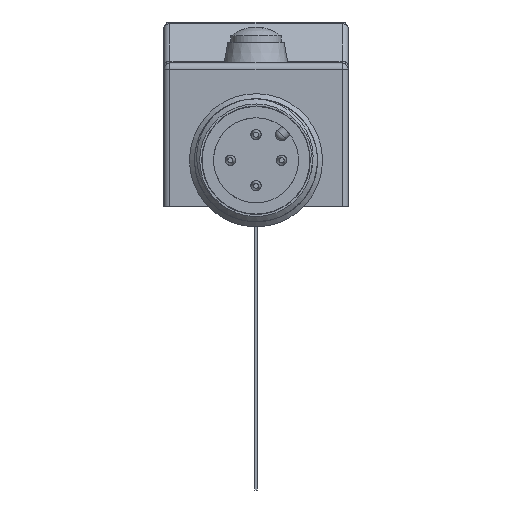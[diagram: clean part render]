
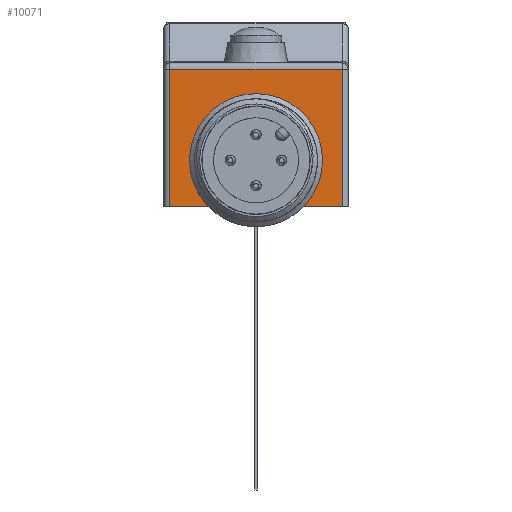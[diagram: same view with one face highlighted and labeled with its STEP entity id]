
A CAD part, front view. The second image highlights one B-rep face of the part: STEP entity #10071.
In plain terms, the highlighted planar face has unit normal (0, -1, 0).
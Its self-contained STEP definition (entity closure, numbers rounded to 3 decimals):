
#461=CIRCLE('',#11494,3.);
#1128=ORIENTED_EDGE('',*,*,#3681,.F.);
#1129=ORIENTED_EDGE('',*,*,#3772,.T.);
#1130=ORIENTED_EDGE('',*,*,#3773,.T.);
#1131=ORIENTED_EDGE('',*,*,#3774,.T.);
#1132=ORIENTED_EDGE('',*,*,#3673,.F.);
#1133=ORIENTED_EDGE('',*,*,#3775,.F.);
#1134=ORIENTED_EDGE('',*,*,#3776,.F.);
#1135=ORIENTED_EDGE('',*,*,#3777,.F.);
#3673=EDGE_CURVE('',#5018,#5019,#5999,.T.);
#3681=EDGE_CURVE('',#5026,#5027,#6003,.T.);
#3772=EDGE_CURVE('',#5026,#5090,#6078,.T.);
#3773=EDGE_CURVE('',#5090,#5091,#6079,.F.);
#3774=EDGE_CURVE('',#5091,#5019,#6080,.F.);
#3775=EDGE_CURVE('',#5092,#5018,#6081,.T.);
#3776=EDGE_CURVE('',#5093,#5092,#461,.T.);
#3777=EDGE_CURVE('',#5027,#5093,#6082,.T.);
#5018=VERTEX_POINT('',#15784);
#5019=VERTEX_POINT('',#15786);
#5026=VERTEX_POINT('',#15800);
#5027=VERTEX_POINT('',#15802);
#5090=VERTEX_POINT('',#15987);
#5091=VERTEX_POINT('',#15989);
#5092=VERTEX_POINT('',#15992);
#5093=VERTEX_POINT('',#15994);
#5999=LINE('',#15785,#6958);
#6003=LINE('',#15801,#6962);
#6078=LINE('',#15986,#7037);
#6079=LINE('',#15988,#7038);
#6080=LINE('',#15990,#7039);
#6081=LINE('',#15991,#7040);
#6082=LINE('',#15995,#7041);
#6958=VECTOR('',#12651,1000.);
#6962=VECTOR('',#12663,1000.);
#7037=VECTOR('',#12818,1000.);
#7038=VECTOR('',#12819,1000.);
#7039=VECTOR('',#12820,1000.);
#7040=VECTOR('',#12821,1000.);
#7041=VECTOR('',#12824,1000.);
#7849=EDGE_LOOP('',(#1128,#1129,#1130,#1131,#1132,#1133,#1134,#1135));
#8751=FACE_BOUND('',#7849,.T.);
#9642=PLANE('',#11493);
#10071=ADVANCED_FACE('',(#8751),#9642,.F.);
#11493=AXIS2_PLACEMENT_3D('',#15985,#12816,#12817);
#11494=AXIS2_PLACEMENT_3D('',#15993,#12822,#12823);
#12651=DIRECTION('',(-1.,0.,0.));
#12663=DIRECTION('',(-1.,0.,0.));
#12816=DIRECTION('',(0.,1.,0.));
#12817=DIRECTION('',(0.,0.,1.));
#12818=DIRECTION('',(0.,0.,1.));
#12819=DIRECTION('',(1.,0.,0.));
#12820=DIRECTION('',(0.,0.,1.));
#12821=DIRECTION('',(0.,0.,-1.));
#12822=DIRECTION('',(0.,-1.,0.));
#12823=DIRECTION('',(1.,0.,0.));
#12824=DIRECTION('',(0.,0.,1.));
#15784=CARTESIAN_POINT('',(-3.,0.,-9.));
#15785=CARTESIAN_POINT('',(9.,0.,-9.));
#15786=CARTESIAN_POINT('',(-8.4,0.,-9.));
#15800=CARTESIAN_POINT('',(8.4,0.,-9.));
#15801=CARTESIAN_POINT('',(9.,0.,-9.));
#15802=CARTESIAN_POINT('',(3.,0.,-9.));
#15985=CARTESIAN_POINT('',(0.,0.,0.));
#15986=CARTESIAN_POINT('',(8.4,0.,0.));
#15987=CARTESIAN_POINT('',(8.4,0.,4.4));
#15988=CARTESIAN_POINT('',(0.,0.,4.4));
#15989=CARTESIAN_POINT('',(-8.4,0.,4.4));
#15990=CARTESIAN_POINT('',(-8.4,0.,0.));
#15991=CARTESIAN_POINT('',(-3.,0.,-4.5));
#15992=CARTESIAN_POINT('',(-3.,0.,-4.5));
#15993=CARTESIAN_POINT('',(0.,0.,-4.5));
#15994=CARTESIAN_POINT('',(3.,0.,-4.5));
#15995=CARTESIAN_POINT('',(3.,0.,-4.5));
